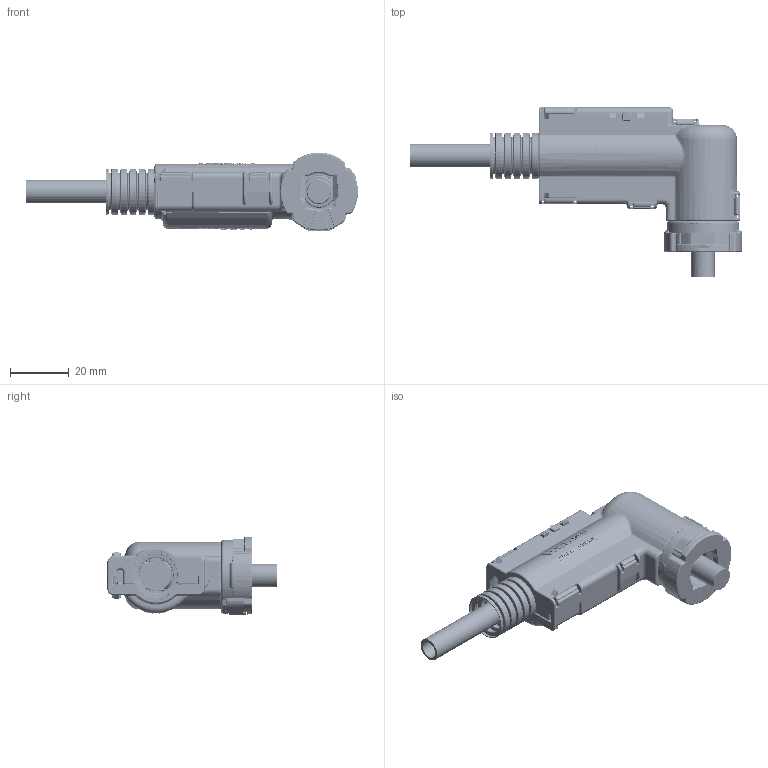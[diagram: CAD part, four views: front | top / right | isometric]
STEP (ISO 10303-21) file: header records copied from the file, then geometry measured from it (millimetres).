
FILE_DESCRIPTION(('CATIA V5 STEP','CAx-IF Rec.Pracs.--- Model Styling and Organization---1.4--- 2014-01-23'),'2;1');
FILE_NAME('Download-SV241N_WKU_90_GRAD_3-8_Zoll_8x1_heated.stp','2019-07-24T08:30:42+00:00',('none'),('none'),'CATIA Version 5-6 Release 2016 SP3 HF59','CATIA V5 STEP AP214 Edition 3','none');
FILE_SCHEMA(('AUTOMOTIVE_DESIGN { 1 0 10303 214 3 1 1 1 }'));
Length unit declared in the file: millimetre
Products named in the file (1): Download-SV241N_WKU_90_GRAD_3-8_Zoll_8x1_heated
Bounding box: 112.88 x 57.53 x 26.73 mm (x, y, z)
Volume: 25090.3 mm3; surface area: 36793 mm2
Topology: 7 solids, 9 shells, 7458 faces, 18965 edges, 11139 vertices
Faces by surface type: plane 2318, cylinder 2043, bspline 1297, torus 1203, sphere 343, cone 202, extrusion 52
Entity records: 294147 total; most frequent: CARTESIAN_POINT 131677, ORIENTED_EDGE 36972, DIRECTION 22942, EDGE_CURVE 18486, VERTEX_POINT 11136, AXIS2_PLACEMENT_3D 10872, EDGE_LOOP 7564, ADVANCED_FACE 7457
